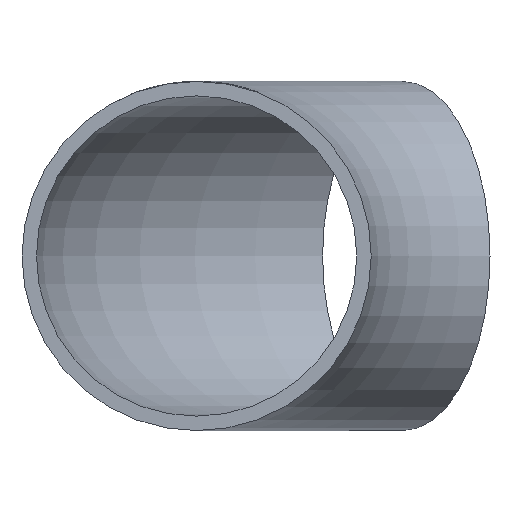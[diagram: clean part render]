
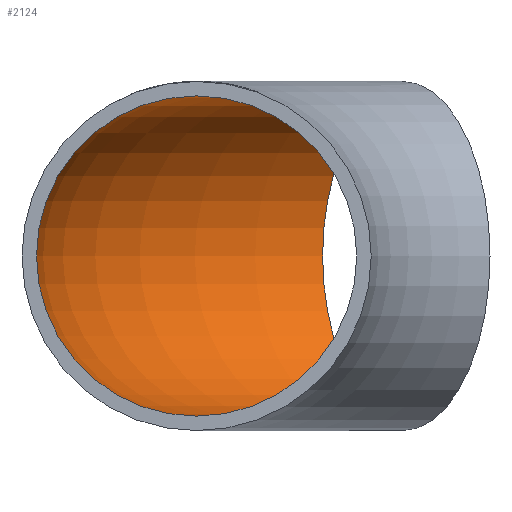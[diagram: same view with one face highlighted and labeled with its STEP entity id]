
A CAD part, front view. The second image highlights one B-rep face of the part: STEP entity #2124.
In plain terms, the highlighted toroidal (fillet/blend) face has major radius 57 mm and minor radius 22.15 mm.
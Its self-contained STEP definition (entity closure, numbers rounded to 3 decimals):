
#195 = DIRECTION ( 'NONE',  ( 0.866, 0.5, 0. ) ) ;
#666 = ORIENTED_EDGE ( 'NONE', *, *, #12032, .F. ) ;
#1587 = ORIENTED_EDGE ( 'NONE', *, *, #2755, .T. ) ;
#2124 = ADVANCED_FACE ( 'NONE', ( #15521, #2643 ), #12184, .F. ) ;
#2643 = FACE_OUTER_BOUND ( 'NONE', #11684, .T. ) ;
#2755 = EDGE_CURVE ( 'NONE', #13028, #13028, #16747, .T. ) ;
#3724 = CARTESIAN_POINT ( 'NONE',  ( -39.575, 68.546, 0. ) ) ;
#5616 = DIRECTION ( 'NONE',  ( 0., 0., 1. ) ) ;
#6817 = AXIS2_PLACEMENT_3D ( 'NONE', #12988, #11036, #5616 ) ;
#7770 = CARTESIAN_POINT ( 'NONE',  ( -28.5, 49.363, 0. ) ) ;
#7831 = DIRECTION ( 'NONE',  ( -1., 0., 0. ) ) ;
#9032 = DIRECTION ( 'NONE',  ( -0.5, 0.866, 0. ) ) ;
#9181 = DIRECTION ( 'NONE',  ( 0., 0., -1. ) ) ;
#9533 = CIRCLE ( 'NONE', #6817, 22.15 ) ;
#11036 = DIRECTION ( 'NONE',  ( 0., 1., 0. ) ) ;
#11118 = AXIS2_PLACEMENT_3D ( 'NONE', #14088, #9181, #7831 ) ;
#11580 = VERTEX_POINT ( 'NONE', #11666 ) ;
#11666 = CARTESIAN_POINT ( 'NONE',  ( -57., 0., 22.15 ) ) ;
#11684 = EDGE_LOOP ( 'NONE', ( #666 ) ) ;
#12032 = EDGE_CURVE ( 'NONE', #11580, #11580, #9533, .T. ) ;
#12184 = TOROIDAL_SURFACE ( 'NONE', #11118, 57., 22.15 ) ;
#12938 = EDGE_LOOP ( 'NONE', ( #1587 ) ) ;
#12961 = AXIS2_PLACEMENT_3D ( 'NONE', #7770, #195, #9032 ) ;
#12988 = CARTESIAN_POINT ( 'NONE',  ( -57., 0., 0. ) ) ;
#13028 = VERTEX_POINT ( 'NONE', #3724 ) ;
#14088 = CARTESIAN_POINT ( 'NONE',  ( 0., 0., 0. ) ) ;
#15521 = FACE_OUTER_BOUND ( 'NONE', #12938, .T. ) ;
#16747 = CIRCLE ( 'NONE', #12961, 22.15 ) ;
